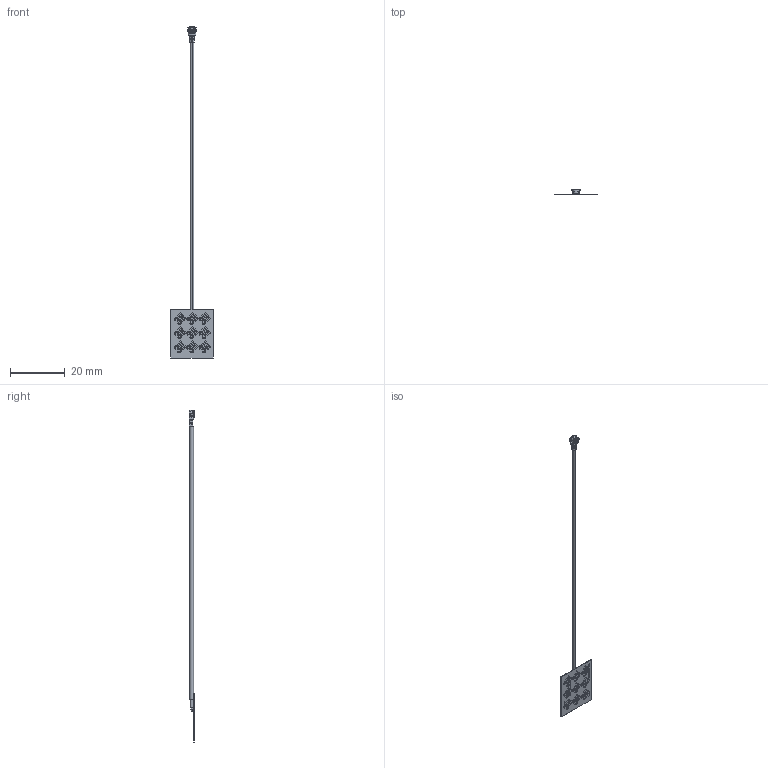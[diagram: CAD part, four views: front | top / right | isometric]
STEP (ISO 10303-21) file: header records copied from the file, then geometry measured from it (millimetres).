
FILE_DESCRIPTION (( 'STEP AP214' ), '1' );
FILE_NAME ('FXUWB01.07.0100C_web.STEP', '2022-03-24T15:28:27', ( '' ), ( '' ), 'SwSTEP 2.0', 'SolidWorks 2018', '' );
FILE_SCHEMA (( 'AUTOMOTIVE_DESIGN' ));
Length unit declared in the file: millimetre
Products named in the file (1): FXUWB01.07.0100C_web
Bounding box: 15.5 x 2.01 x 121.55 mm (x, y, z)
Surface area: 1109.8 mm2 (no closed solid volume)
Topology: 0 solids, 49 shells, 288 faces, 2491 edges, 2216 vertices
Faces by surface type: plane 200, cylinder 47, bspline 37, torus 4
Entity records: 34409 total; most frequent: CARTESIAN_POINT 15990, ORIENTED_EDGE 2960, EDGE_CURVE 2491, VERTEX_POINT 2216, DIRECTION 2061, LINE 1255, VECTOR 1255, B_SPLINE_CURVE_WITH_KNOTS 1074
